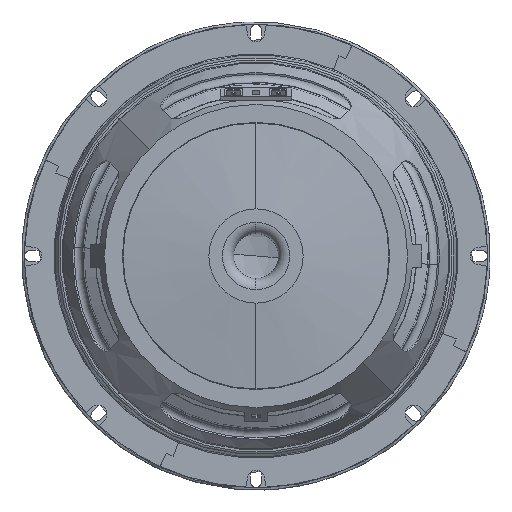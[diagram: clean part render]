
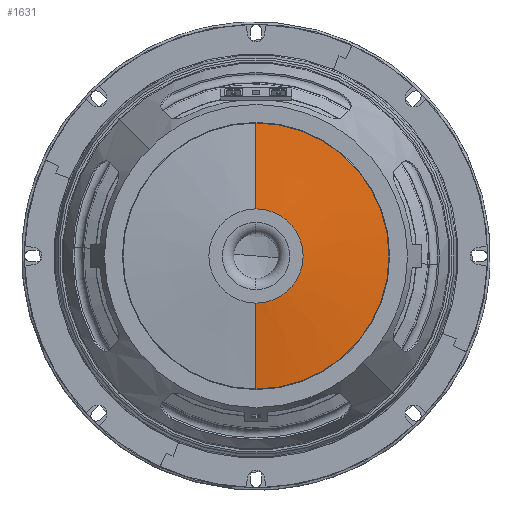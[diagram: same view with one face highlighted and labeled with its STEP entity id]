
A CAD part, front view. The second image highlights one B-rep face of the part: STEP entity #1631.
In plain terms, the highlighted conical face has half-angle 84.07 degrees and reference radius 21 mm.
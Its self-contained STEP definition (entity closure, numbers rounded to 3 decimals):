
#139 = CARTESIAN_POINT ( 'NONE',  ( 0., 0.141, 59.231 ) ) ;
#265 = VERTEX_POINT ( 'NONE', #10656 ) ;
#357 = DIRECTION ( 'NONE',  ( 0., 0., -1. ) ) ;
#1387 = DIRECTION ( 'NONE',  ( 0., 0., 1. ) ) ;
#1631 = ADVANCED_FACE ( 'NONE', ( #2482 ), #6824, .T. ) ;
#1671 = EDGE_CURVE ( 'NONE', #265, #8844, #3712, .T. ) ;
#1676 = CIRCLE ( 'NONE', #14201, 59.231 ) ;
#2462 = DIRECTION ( 'NONE',  ( 0., 0., -1. ) ) ;
#2482 = FACE_OUTER_BOUND ( 'NONE', #13269, .T. ) ;
#2946 = LINE ( 'NONE', #7402, #10641 ) ;
#3548 = ORIENTED_EDGE ( 'NONE', *, *, #7731, .T. ) ;
#3712 = CIRCLE ( 'NONE', #11877, 21. ) ;
#4569 = EDGE_CURVE ( 'NONE', #265, #7420, #5383, .T. ) ;
#5383 = LINE ( 'NONE', #9839, #13312 ) ;
#5925 = CARTESIAN_POINT ( 'NONE',  ( 0., -3.83, 0. ) ) ;
#6824 = CONICAL_SURFACE ( 'NONE', #12586, 21., 1.467 ) ;
#6862 = ORIENTED_EDGE ( 'NONE', *, *, #4569, .T. ) ;
#6944 = CARTESIAN_POINT ( 'NONE',  ( 0., -3.83, 0. ) ) ;
#7288 = VERTEX_POINT ( 'NONE', #139 ) ;
#7402 = CARTESIAN_POINT ( 'NONE',  ( 0., -3.83, 21. ) ) ;
#7420 = VERTEX_POINT ( 'NONE', #11768 ) ;
#7731 = EDGE_CURVE ( 'NONE', #7420, #7288, #1676, .T. ) ;
#8014 = CARTESIAN_POINT ( 'NONE',  ( 0., 0.141, 0. ) ) ;
#8844 = VERTEX_POINT ( 'NONE', #9263 ) ;
#9263 = CARTESIAN_POINT ( 'NONE',  ( 0., -3.83, 21. ) ) ;
#9816 = ORIENTED_EDGE ( 'NONE', *, *, #12385, .F. ) ;
#9839 = CARTESIAN_POINT ( 'NONE',  ( 0., -3.83, -21. ) ) ;
#10379 = DIRECTION ( 'NONE',  ( 0., -1., 0. ) ) ;
#10641 = VECTOR ( 'NONE', #11857, 1000. ) ;
#10656 = CARTESIAN_POINT ( 'NONE',  ( 0., -3.83, -21. ) ) ;
#11405 = DIRECTION ( 'NONE',  ( 0., 1., 0. ) ) ;
#11577 = ORIENTED_EDGE ( 'NONE', *, *, #1671, .F. ) ;
#11768 = CARTESIAN_POINT ( 'NONE',  ( 0., 0.141, -59.231 ) ) ;
#11857 = DIRECTION ( 'NONE',  ( 0., 0.103, 0.995 ) ) ;
#11877 = AXIS2_PLACEMENT_3D ( 'NONE', #5925, #10379, #357 ) ;
#12385 = EDGE_CURVE ( 'NONE', #8844, #7288, #2946, .T. ) ;
#12481 = DIRECTION ( 'NONE',  ( 0., -1., 0. ) ) ;
#12586 = AXIS2_PLACEMENT_3D ( 'NONE', #6944, #11405, #1387 ) ;
#13269 = EDGE_LOOP ( 'NONE', ( #11577, #6862, #3548, #9816 ) ) ;
#13312 = VECTOR ( 'NONE', #14300, 1000. ) ;
#14201 = AXIS2_PLACEMENT_3D ( 'NONE', #8014, #12481, #2462 ) ;
#14300 = DIRECTION ( 'NONE',  ( 0., 0.103, -0.995 ) ) ;
